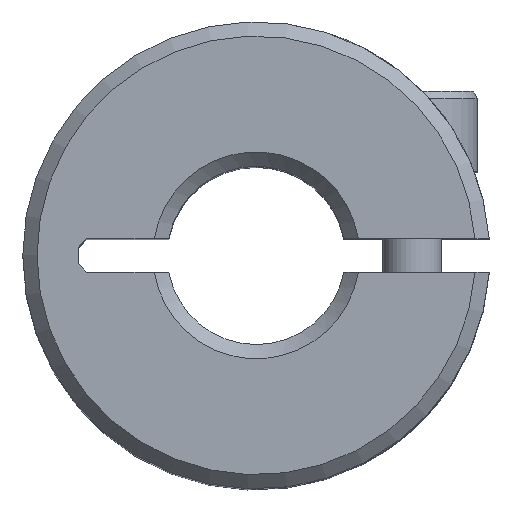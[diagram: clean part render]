
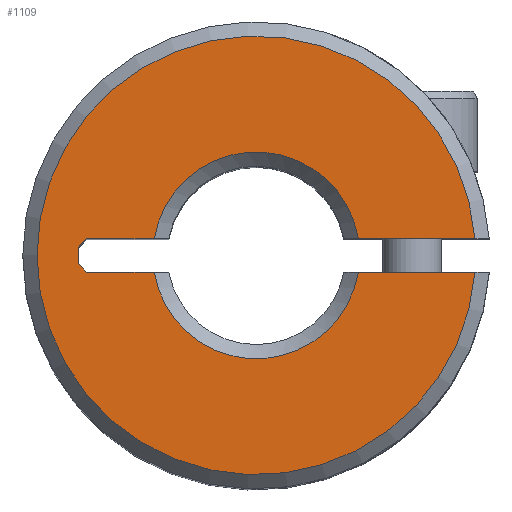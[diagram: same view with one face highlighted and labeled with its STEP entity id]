
A CAD part, top view. The second image highlights one B-rep face of the part: STEP entity #1109.
In plain terms, the highlighted planar face has unit normal (0, 0, 1).
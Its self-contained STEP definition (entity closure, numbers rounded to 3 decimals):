
#61=PLANE('',#1291);
#164=FACE_OUTER_BOUND('',#240,.T.);
#240=EDGE_LOOP('',(#918,#919,#920,#921,#922,#923,#924,#925,#926,#927));
#296=LINE('',#2130,#370);
#305=LINE('',#2174,#379);
#306=LINE('',#2177,#380);
#307=LINE('',#2179,#381);
#308=LINE('',#2181,#382);
#309=LINE('',#2183,#383);
#310=LINE('',#2185,#384);
#370=VECTOR('',#1488,1000.);
#379=VECTOR('',#1521,1000.);
#380=VECTOR('',#1524,1000.);
#381=VECTOR('',#1525,1000.);
#382=VECTOR('',#1526,1000.);
#383=VECTOR('',#1527,1000.);
#384=VECTOR('',#1528,1000.);
#426=CIRCLE('',#1228,7.811);
#459=CIRCLE('',#1275,3.683);
#465=CIRCLE('',#1292,3.683);
#508=VERTEX_POINT('',#2004);
#509=VERTEX_POINT('',#2005);
#542=VERTEX_POINT('',#2105);
#543=VERTEX_POINT('',#2109);
#548=VERTEX_POINT('',#2129);
#558=VERTEX_POINT('',#2176);
#559=VERTEX_POINT('',#2178);
#560=VERTEX_POINT('',#2180);
#561=VERTEX_POINT('',#2182);
#562=VERTEX_POINT('',#2184);
#620=EDGE_CURVE('',#508,#509,#426,.T.);
#668=EDGE_CURVE('',#543,#542,#459,.T.);
#675=EDGE_CURVE('',#548,#508,#296,.T.);
#692=EDGE_CURVE('',#509,#543,#305,.T.);
#693=EDGE_CURVE('',#558,#542,#306,.T.);
#694=EDGE_CURVE('',#559,#558,#307,.T.);
#695=EDGE_CURVE('',#560,#559,#308,.T.);
#696=EDGE_CURVE('',#561,#560,#309,.T.);
#697=EDGE_CURVE('',#562,#561,#310,.T.);
#698=EDGE_CURVE('',#562,#548,#465,.T.);
#918=ORIENTED_EDGE('',*,*,#693,.F.);
#919=ORIENTED_EDGE('',*,*,#694,.F.);
#920=ORIENTED_EDGE('',*,*,#695,.F.);
#921=ORIENTED_EDGE('',*,*,#696,.F.);
#922=ORIENTED_EDGE('',*,*,#697,.F.);
#923=ORIENTED_EDGE('',*,*,#698,.T.);
#924=ORIENTED_EDGE('',*,*,#675,.T.);
#925=ORIENTED_EDGE('',*,*,#620,.T.);
#926=ORIENTED_EDGE('',*,*,#692,.T.);
#927=ORIENTED_EDGE('',*,*,#668,.T.);
#1109=ADVANCED_FACE('',(#164),#61,.T.);
#1228=AXIS2_PLACEMENT_3D('',#2006,#1372,#1373);
#1275=AXIS2_PLACEMENT_3D('',#2110,#1478,#1479);
#1291=AXIS2_PLACEMENT_3D('',#2175,#1522,#1523);
#1292=AXIS2_PLACEMENT_3D('',#2186,#1529,#1530);
#1372=DIRECTION('center_axis',(0.,0.,1.));
#1373=DIRECTION('ref_axis',(1.,0.,0.));
#1478=DIRECTION('center_axis',(0.,0.,-1.));
#1479=DIRECTION('ref_axis',(1.,0.,0.));
#1488=DIRECTION('',(1.,0.,0.));
#1521=DIRECTION('',(-1.,0.,0.));
#1522=DIRECTION('center_axis',(0.,0.,1.));
#1523=DIRECTION('ref_axis',(1.,0.,0.));
#1524=DIRECTION('',(1.,0.,0.));
#1525=DIRECTION('',(0.707,-0.707,0.));
#1526=DIRECTION('',(0.,-1.,0.));
#1527=DIRECTION('',(-0.707,-0.707,0.));
#1528=DIRECTION('',(-1.,0.,0.));
#1529=DIRECTION('center_axis',(0.,0.,-1.));
#1530=DIRECTION('ref_axis',(1.,0.,0.));
#2004=CARTESIAN_POINT('',(7.788,0.596,12.7));
#2005=CARTESIAN_POINT('',(7.788,-0.596,12.7));
#2006=CARTESIAN_POINT('Origin',(0.,0.,12.7));
#2105=CARTESIAN_POINT('',(-3.635,-0.596,12.7));
#2109=CARTESIAN_POINT('',(3.635,-0.596,12.7));
#2110=CARTESIAN_POINT('Origin',(0.,0.,12.7));
#2129=CARTESIAN_POINT('',(3.635,0.596,12.7));
#2130=CARTESIAN_POINT('',(8.297,0.596,12.7));
#2174=CARTESIAN_POINT('',(3.119,-0.596,12.7));
#2175=CARTESIAN_POINT('Origin',(0.,0.,12.7));
#2176=CARTESIAN_POINT('',(-6.052,-0.596,12.7));
#2177=CARTESIAN_POINT('',(-6.052,-0.596,12.7));
#2178=CARTESIAN_POINT('',(-6.35,-0.298,12.7));
#2179=CARTESIAN_POINT('',(-6.35,-0.298,12.7));
#2180=CARTESIAN_POINT('',(-6.35,0.298,12.7));
#2181=CARTESIAN_POINT('',(-6.35,0.298,12.7));
#2182=CARTESIAN_POINT('',(-6.052,0.596,12.7));
#2183=CARTESIAN_POINT('',(-6.052,0.596,12.7));
#2184=CARTESIAN_POINT('',(-3.635,0.596,12.7));
#2185=CARTESIAN_POINT('',(0.,0.596,12.7));
#2186=CARTESIAN_POINT('Origin',(0.,0.,12.7));
